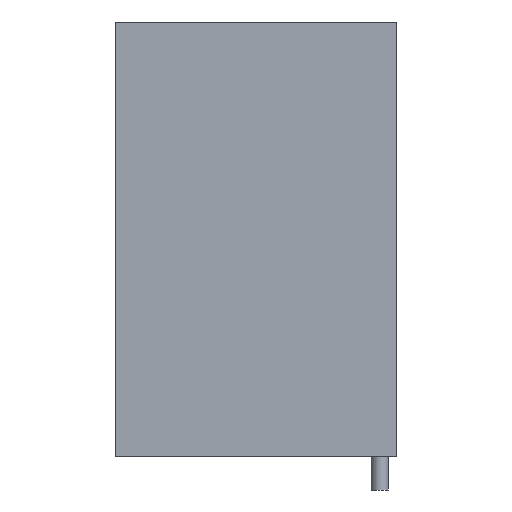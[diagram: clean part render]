
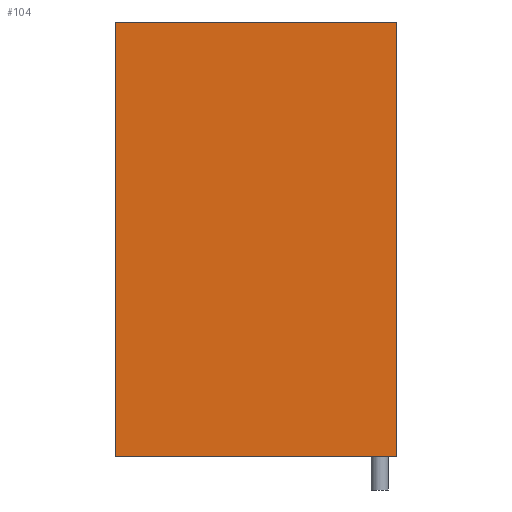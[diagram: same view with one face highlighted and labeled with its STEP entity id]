
A CAD part, front view. The second image highlights one B-rep face of the part: STEP entity #104.
In plain terms, the highlighted planar face has unit normal (0, -1, 0).
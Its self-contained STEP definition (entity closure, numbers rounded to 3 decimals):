
#27 = FACE_OUTER_BOUND ( 'NONE', #47, .T. ) ;
#34 = CARTESIAN_POINT ( 'NONE',  ( 125., 0., 193. ) ) ;
#44 = EDGE_CURVE ( 'NONE', #729, #897, #1265, .T. ) ;
#47 = EDGE_LOOP ( 'NONE', ( #656, #215, #568, #978 ) ) ;
#104 = ADVANCED_FACE ( 'NONE', ( #27 ), #648, .F. ) ;
#120 = DIRECTION ( 'NONE',  ( 0., 0., -1. ) ) ;
#172 = VECTOR ( 'NONE', #1135, 1000. ) ;
#214 = LINE ( 'NONE', #954, #862 ) ;
#215 = ORIENTED_EDGE ( 'NONE', *, *, #44, .F. ) ;
#326 = DIRECTION ( 'NONE',  ( 0., 0., 1. ) ) ;
#474 = VERTEX_POINT ( 'NONE', #490 ) ;
#489 = VECTOR ( 'NONE', #120, 1000. ) ;
#490 = CARTESIAN_POINT ( 'NONE',  ( 0., 0., 0. ) ) ;
#540 = CARTESIAN_POINT ( 'NONE',  ( 0., 0., 193. ) ) ;
#568 = ORIENTED_EDGE ( 'NONE', *, *, #1320, .F. ) ;
#648 = PLANE ( 'NONE',  #1262 ) ;
#656 = ORIENTED_EDGE ( 'NONE', *, *, #743, .T. ) ;
#659 = DIRECTION ( 'NONE',  ( 0., 0., -1. ) ) ;
#698 = DIRECTION ( 'NONE',  ( 1., 0., 0. ) ) ;
#729 = VERTEX_POINT ( 'NONE', #34 ) ;
#737 = CARTESIAN_POINT ( 'NONE',  ( 125., 0., 193. ) ) ;
#743 = EDGE_CURVE ( 'NONE', #474, #897, #797, .T. ) ;
#797 = LINE ( 'NONE', #1312, #975 ) ;
#862 = VECTOR ( 'NONE', #659, 1000. ) ;
#897 = VERTEX_POINT ( 'NONE', #1142 ) ;
#953 = DIRECTION ( 'NONE',  ( 0., 1., 0. ) ) ;
#954 = CARTESIAN_POINT ( 'NONE',  ( 0., 0., 193. ) ) ;
#975 = VECTOR ( 'NONE', #698, 1000. ) ;
#976 = EDGE_CURVE ( 'NONE', #1175, #474, #214, .T. ) ;
#978 = ORIENTED_EDGE ( 'NONE', *, *, #976, .T. ) ;
#1107 = CARTESIAN_POINT ( 'NONE',  ( 0., 0., 193. ) ) ;
#1135 = DIRECTION ( 'NONE',  ( 1., 0., 0. ) ) ;
#1142 = CARTESIAN_POINT ( 'NONE',  ( 125., 0., 0. ) ) ;
#1175 = VERTEX_POINT ( 'NONE', #1107 ) ;
#1238 = CARTESIAN_POINT ( 'NONE',  ( 0., 0., 193. ) ) ;
#1262 = AXIS2_PLACEMENT_3D ( 'NONE', #540, #953, #326 ) ;
#1265 = LINE ( 'NONE', #737, #489 ) ;
#1312 = CARTESIAN_POINT ( 'NONE',  ( 0., 0., 0. ) ) ;
#1320 = EDGE_CURVE ( 'NONE', #1175, #729, #1335, .T. ) ;
#1335 = LINE ( 'NONE', #1238, #172 ) ;
